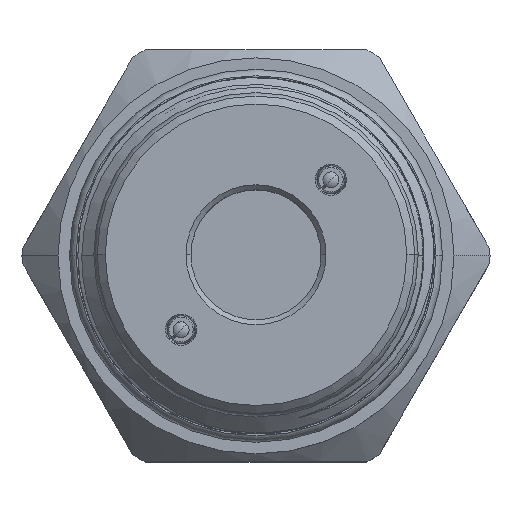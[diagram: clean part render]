
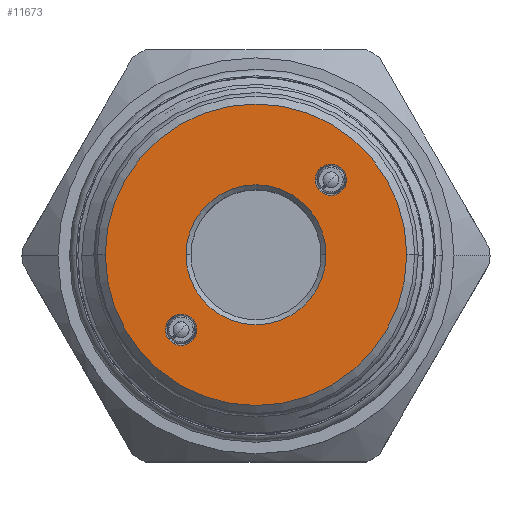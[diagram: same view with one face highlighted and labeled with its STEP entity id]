
A CAD part, top view. The second image highlights one B-rep face of the part: STEP entity #11673.
In plain terms, the highlighted planar face has unit normal (0, 0, 1).
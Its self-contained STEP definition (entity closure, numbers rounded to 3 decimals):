
#161 = CARTESIAN_POINT ( 'NONE',  ( 0., 0., 0. ) ) ;
#453 = CARTESIAN_POINT ( 'NONE',  ( 9.056, 7.495, 0. ) ) ;
#1168 = CARTESIAN_POINT ( 'NONE',  ( 7.495, 7.495, 0. ) ) ;
#1387 = EDGE_LOOP ( 'NONE', ( #11196, #5419 ) ) ;
#1519 = FACE_OUTER_BOUND ( 'NONE', #4731, .T. ) ;
#1971 = AXIS2_PLACEMENT_3D ( 'NONE', #15704, #17193, #7297 ) ;
#2017 = CARTESIAN_POINT ( 'NONE',  ( -9.056, -7.495, 0. ) ) ;
#2223 = CIRCLE ( 'NONE', #13370, 1.561 ) ;
#2331 = CARTESIAN_POINT ( 'NONE',  ( -5.935, -7.495, 0. ) ) ;
#2386 = DIRECTION ( 'NONE',  ( 0., 0., 1. ) ) ;
#2557 = EDGE_CURVE ( 'NONE', #7690, #13589, #4306, .T. ) ;
#2626 = CIRCLE ( 'NONE', #2966, 15.075 ) ;
#2849 = ORIENTED_EDGE ( 'NONE', *, *, #5089, .F. ) ;
#2966 = AXIS2_PLACEMENT_3D ( 'NONE', #10974, #15190, #12125 ) ;
#3060 = FACE_BOUND ( 'NONE', #1387, .T. ) ;
#3114 = AXIS2_PLACEMENT_3D ( 'NONE', #161, #12778, #10001 ) ;
#3163 = ORIENTED_EDGE ( 'NONE', *, *, #8373, .T. ) ;
#3219 = CARTESIAN_POINT ( 'NONE',  ( 0., 0., 0. ) ) ;
#4306 = CIRCLE ( 'NONE', #3114, 7. ) ;
#4731 = EDGE_LOOP ( 'NONE', ( #3163, #7822 ) ) ;
#4841 = VERTEX_POINT ( 'NONE', #17018 ) ;
#4870 = DIRECTION ( 'NONE',  ( -1., 0., 0. ) ) ;
#4977 = DIRECTION ( 'NONE',  ( 0., 0., 1. ) ) ;
#5089 = EDGE_CURVE ( 'NONE', #10360, #5600, #12299, .T. ) ;
#5419 = ORIENTED_EDGE ( 'NONE', *, *, #14416, .F. ) ;
#5600 = VERTEX_POINT ( 'NONE', #2331 ) ;
#5611 = CARTESIAN_POINT ( 'NONE',  ( 5.935, 7.495, 0. ) ) ;
#5629 = DIRECTION ( 'NONE',  ( 0., 0., 1. ) ) ;
#5899 = FACE_BOUND ( 'NONE', #16805, .T. ) ;
#6833 = CIRCLE ( 'NONE', #12418, 7. ) ;
#6957 = AXIS2_PLACEMENT_3D ( 'NONE', #11593, #9194, #11891 ) ;
#7297 = DIRECTION ( 'NONE',  ( -1., 0., 0. ) ) ;
#7690 = VERTEX_POINT ( 'NONE', #8371 ) ;
#7699 = VERTEX_POINT ( 'NONE', #18194 ) ;
#7822 = ORIENTED_EDGE ( 'NONE', *, *, #9046, .T. ) ;
#7980 = DIRECTION ( 'NONE',  ( 1., 0., 0. ) ) ;
#8180 = EDGE_CURVE ( 'NONE', #12313, #8210, #2223, .T. ) ;
#8210 = VERTEX_POINT ( 'NONE', #5611 ) ;
#8371 = CARTESIAN_POINT ( 'NONE',  ( -7., 0., 0. ) ) ;
#8373 = EDGE_CURVE ( 'NONE', #7699, #4841, #10282, .T. ) ;
#8431 = DIRECTION ( 'NONE',  ( 1., 0., 0. ) ) ;
#8842 = DIRECTION ( 'NONE',  ( 0., 0., 1. ) ) ;
#8900 = DIRECTION ( 'NONE',  ( 0., 0., -1. ) ) ;
#9046 = EDGE_CURVE ( 'NONE', #4841, #7699, #2626, .T. ) ;
#9194 = DIRECTION ( 'NONE',  ( 0., 0., 1. ) ) ;
#9374 = DIRECTION ( 'NONE',  ( -1., 0., 0. ) ) ;
#10001 = DIRECTION ( 'NONE',  ( -1., 0., 0. ) ) ;
#10176 = CARTESIAN_POINT ( 'NONE',  ( 0., 0., 0. ) ) ;
#10282 = CIRCLE ( 'NONE', #16574, 15.075 ) ;
#10360 = VERTEX_POINT ( 'NONE', #2017 ) ;
#10806 = CARTESIAN_POINT ( 'NONE',  ( -7.495, -7.495, 0. ) ) ;
#10974 = CARTESIAN_POINT ( 'NONE',  ( 0., 0., 0. ) ) ;
#11196 = ORIENTED_EDGE ( 'NONE', *, *, #8180, .F. ) ;
#11383 = AXIS2_PLACEMENT_3D ( 'NONE', #10806, #4977, #9374 ) ;
#11561 = AXIS2_PLACEMENT_3D ( 'NONE', #1168, #5629, #8431 ) ;
#11593 = CARTESIAN_POINT ( 'NONE',  ( -7.495, -7.495, 0. ) ) ;
#11673 = ADVANCED_FACE ( 'NONE', ( #5899, #1519, #3060, #13326 ), #12842, .F. ) ;
#11891 = DIRECTION ( 'NONE',  ( -1., 0., 0. ) ) ;
#12125 = DIRECTION ( 'NONE',  ( -1., 0., 0. ) ) ;
#12299 = CIRCLE ( 'NONE', #6957, 1.561 ) ;
#12313 = VERTEX_POINT ( 'NONE', #453 ) ;
#12358 = CIRCLE ( 'NONE', #11561, 1.561 ) ;
#12418 = AXIS2_PLACEMENT_3D ( 'NONE', #3219, #8900, #4870 ) ;
#12555 = ORIENTED_EDGE ( 'NONE', *, *, #16575, .T. ) ;
#12778 = DIRECTION ( 'NONE',  ( 0., 0., -1. ) ) ;
#12806 = ORIENTED_EDGE ( 'NONE', *, *, #17929, .F. ) ;
#12842 = PLANE ( 'NONE',  #1971 ) ;
#12895 = DIRECTION ( 'NONE',  ( -1., 0., 0. ) ) ;
#13326 = FACE_BOUND ( 'NONE', #17439, .T. ) ;
#13370 = AXIS2_PLACEMENT_3D ( 'NONE', #15192, #2386, #7980 ) ;
#13589 = VERTEX_POINT ( 'NONE', #14181 ) ;
#14181 = CARTESIAN_POINT ( 'NONE',  ( 7., 0., 0. ) ) ;
#14416 = EDGE_CURVE ( 'NONE', #8210, #12313, #12358, .T. ) ;
#15190 = DIRECTION ( 'NONE',  ( 0., 0., 1. ) ) ;
#15192 = CARTESIAN_POINT ( 'NONE',  ( 7.495, 7.495, 0. ) ) ;
#15676 = ORIENTED_EDGE ( 'NONE', *, *, #2557, .T. ) ;
#15704 = CARTESIAN_POINT ( 'NONE',  ( 0., 0., 0. ) ) ;
#16574 = AXIS2_PLACEMENT_3D ( 'NONE', #10176, #8842, #12895 ) ;
#16575 = EDGE_CURVE ( 'NONE', #13589, #7690, #6833, .T. ) ;
#16741 = CIRCLE ( 'NONE', #11383, 1.561 ) ;
#16805 = EDGE_LOOP ( 'NONE', ( #12555, #15676 ) ) ;
#17018 = CARTESIAN_POINT ( 'NONE',  ( 15.075, 0., 0. ) ) ;
#17193 = DIRECTION ( 'NONE',  ( 0., 0., -1. ) ) ;
#17439 = EDGE_LOOP ( 'NONE', ( #2849, #12806 ) ) ;
#17929 = EDGE_CURVE ( 'NONE', #5600, #10360, #16741, .T. ) ;
#18194 = CARTESIAN_POINT ( 'NONE',  ( -15.075, 0., 0. ) ) ;
